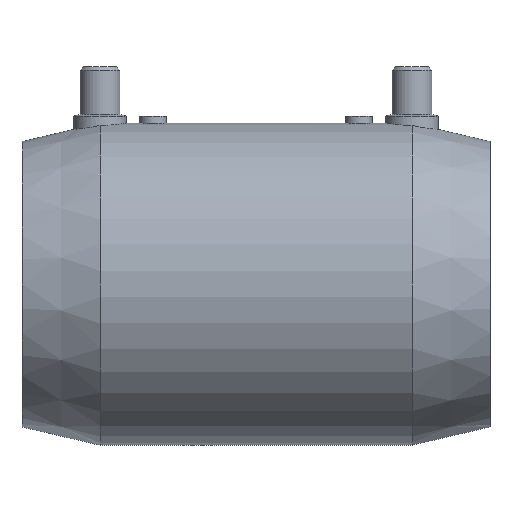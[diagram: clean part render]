
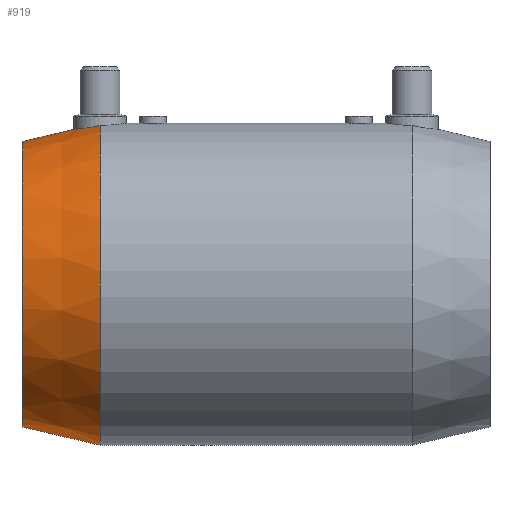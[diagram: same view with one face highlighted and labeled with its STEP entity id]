
A CAD part, top view. The second image highlights one B-rep face of the part: STEP entity #919.
In plain terms, the highlighted conical face has half-angle 13.173 degrees and reference radius 45.75 mm.
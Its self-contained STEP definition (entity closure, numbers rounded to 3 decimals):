
#391 = VERTEX_POINT( '', #1106 );
#393 = EDGE_CURVE( '', #525, #1041, #1108, .T. );
#411 = EDGE_CURVE( '', #637, #995, #1126, .T. );
#525 = VERTEX_POINT( '', #1259 );
#637 = VERTEX_POINT( '', #1391 );
#779 = EDGE_CURVE( '', #391, #637, #1549, .T. );
#901 = EDGE_CURVE( '', #391, #1041, #1686, .T. );
#919 = ADVANCED_FACE( '', ( #1704 ), #1705, .T. );
#925 = EDGE_CURVE( '', #995, #525, #1711, .T. );
#995 = VERTEX_POINT( '', #1784 );
#1041 = VERTEX_POINT( '', #1835 );
#1106 = CARTESIAN_POINT( '', ( -71., -43., 0. ) );
#1108 = LINE( '', #1934, #1935 );
#1126 = CIRCLE( '', #1963, 48.5 );
#1259 = CARTESIAN_POINT( '', ( -55.5, 46.628, 0. ) );
#1391 = CARTESIAN_POINT( '', ( -47.5, -48.5, 0. ) );
#1549 = LINE( '', #2700, #2701 );
#1686 = CIRCLE( '', #2949, 43. );
#1704 = FACE_OUTER_BOUND( '', #2976, .T. );
#1705 = CONICAL_SURFACE( '', #2977, 45.75, 0.23 );
#1711 = B_SPLINE_CURVE_WITH_KNOTS( '', 3, ( #2987, #2988, #2989, #2990, #2991, #2992, #2993, #2994, #2995, #2996, #2997, #2998, #2999, #3000, #3001, #3002, #3003, #3004, #3005, #3006, #3007, #3008, #3009, #3010, #3011, #3012, #3013, #3014, #3015, #3016, #3017, #3018, #3019, #3020, #3021, #3022, #3023, #3024 ), .UNSPECIFIED., .F., .F., ( 4, 2, 2, 2, 2, 2, 2, 2, 2, 2, 2, 2, 2, 2, 2, 2, 2, 2, 4 ), ( 6.225, 6.54, 8.03, 9.519, 11.009, 12.499, 13.965, 15.432, 16.899, 18.366, 19.833, 21.3, 22.767, 24.234, 25.723, 27.213, 28.702, 30.192, 30.507 ), .UNSPECIFIED. );
#1784 = CARTESIAN_POINT( '', ( -47.5, 47.836, 8. ) );
#1835 = CARTESIAN_POINT( '', ( -71., 43., 0. ) );
#1934 = CARTESIAN_POINT( '', ( -59.25, 45.75, 0. ) );
#1935 = VECTOR( '', #3329, 1. );
#1963 = AXIS2_PLACEMENT_3D( '', #3337, #3338, #3339 );
#2700 = CARTESIAN_POINT( '', ( -59.25, -45.75, 0. ) );
#2701 = VECTOR( '', #3928, 1. );
#2949 = AXIS2_PLACEMENT_3D( '', #4104, #4105, #4106 );
#2976 = EDGE_LOOP( '', ( #4115, #4116, #4117, #4118, #4119 ) );
#2977 = AXIS2_PLACEMENT_3D( '', #4120, #4121, #4122 );
#2987 = CARTESIAN_POINT( '', ( -47.5, 47.836, 8. ) );
#2988 = CARTESIAN_POINT( '', ( -47.603, 47.811, 8. ) );
#2989 = CARTESIAN_POINT( '', ( -47.706, 47.787, 7.998 ) );
#2990 = CARTESIAN_POINT( '', ( -48.292, 47.652, 7.975 ) );
#2991 = CARTESIAN_POINT( '', ( -48.793, 47.544, 7.911 ) );
#2992 = CARTESIAN_POINT( '', ( -49.79, 47.345, 7.682 ) );
#2993 = CARTESIAN_POINT( '', ( -50.287, 47.254, 7.517 ) );
#2994 = CARTESIAN_POINT( '', ( -51.24, 47.094, 7.091 ) );
#2995 = CARTESIAN_POINT( '', ( -51.697, 47.025, 6.83 ) );
#2996 = CARTESIAN_POINT( '', ( -52.542, 46.909, 6.233 ) );
#2997 = CARTESIAN_POINT( '', ( -52.929, 46.861, 5.896 ) );
#2998 = CARTESIAN_POINT( '', ( -53.61, 46.785, 5.187 ) );
#2999 = CARTESIAN_POINT( '', ( -53.927, 46.753, 4.792 ) );
#3000 = CARTESIAN_POINT( '', ( -54.486, 46.702, 3.933 ) );
#3001 = CARTESIAN_POINT( '', ( -54.727, 46.682, 3.469 ) );
#3002 = CARTESIAN_POINT( '', ( -55.116, 46.653, 2.505 ) );
#3003 = CARTESIAN_POINT( '', ( -55.262, 46.643, 2.003 ) );
#3004 = CARTESIAN_POINT( '', ( -55.454, 46.63, 0.995 ) );
#3005 = CARTESIAN_POINT( '', ( -55.5, 46.628, 0.489 ) );
#3006 = CARTESIAN_POINT( '', ( -55.5, 46.628, -0.489 ) );
#3007 = CARTESIAN_POINT( '', ( -55.454, 46.63, -0.995 ) );
#3008 = CARTESIAN_POINT( '', ( -55.262, 46.643, -2.003 ) );
#3009 = CARTESIAN_POINT( '', ( -55.116, 46.653, -2.505 ) );
#3010 = CARTESIAN_POINT( '', ( -54.727, 46.682, -3.469 ) );
#3011 = CARTESIAN_POINT( '', ( -54.486, 46.702, -3.933 ) );
#3012 = CARTESIAN_POINT( '', ( -53.927, 46.753, -4.792 ) );
#3013 = CARTESIAN_POINT( '', ( -53.61, 46.785, -5.187 ) );
#3014 = CARTESIAN_POINT( '', ( -52.929, 46.861, -5.896 ) );
#3015 = CARTESIAN_POINT( '', ( -52.542, 46.909, -6.233 ) );
#3016 = CARTESIAN_POINT( '', ( -51.697, 47.025, -6.83 ) );
#3017 = CARTESIAN_POINT( '', ( -51.24, 47.094, -7.091 ) );
#3018 = CARTESIAN_POINT( '', ( -50.287, 47.254, -7.517 ) );
#3019 = CARTESIAN_POINT( '', ( -49.79, 47.345, -7.682 ) );
#3020 = CARTESIAN_POINT( '', ( -48.793, 47.544, -7.911 ) );
#3021 = CARTESIAN_POINT( '', ( -48.292, 47.652, -7.975 ) );
#3022 = CARTESIAN_POINT( '', ( -47.706, 47.787, -7.998 ) );
#3023 = CARTESIAN_POINT( '', ( -47.603, 47.811, -8. ) );
#3024 = CARTESIAN_POINT( '', ( -47.5, 47.836, -8. ) );
#3329 = DIRECTION( '', ( -0.974, -0.228, 0. ) );
#3337 = CARTESIAN_POINT( '', ( -47.5, 0., 0. ) );
#3338 = DIRECTION( '', ( -1., 0., 0. ) );
#3339 = DIRECTION( '', ( 0., 1., 0. ) );
#3928 = DIRECTION( '', ( 0.974, -0.228, 0. ) );
#4104 = CARTESIAN_POINT( '', ( -71., 0., 0. ) );
#4105 = DIRECTION( '', ( -1., 0., 0. ) );
#4106 = DIRECTION( '', ( 0., 1., 0. ) );
#4115 = ORIENTED_EDGE( '', *, *, #393, .T. );
#4116 = ORIENTED_EDGE( '', *, *, #901, .F. );
#4117 = ORIENTED_EDGE( '', *, *, #779, .T. );
#4118 = ORIENTED_EDGE( '', *, *, #411, .T. );
#4119 = ORIENTED_EDGE( '', *, *, #925, .T. );
#4120 = CARTESIAN_POINT( '', ( -59.25, 0., 0. ) );
#4121 = DIRECTION( '', ( 1., 0., 0. ) );
#4122 = DIRECTION( '', ( 0., 1., 0. ) );
